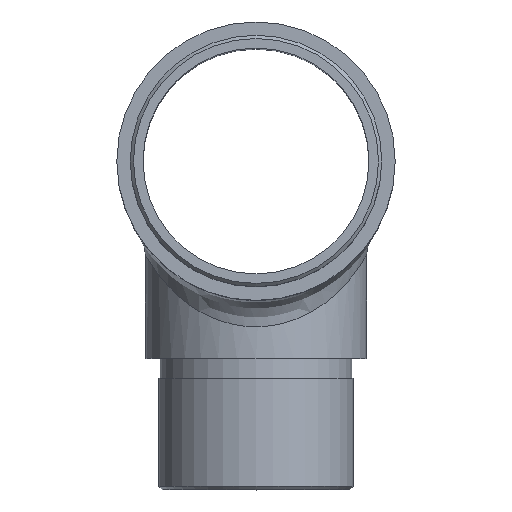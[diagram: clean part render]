
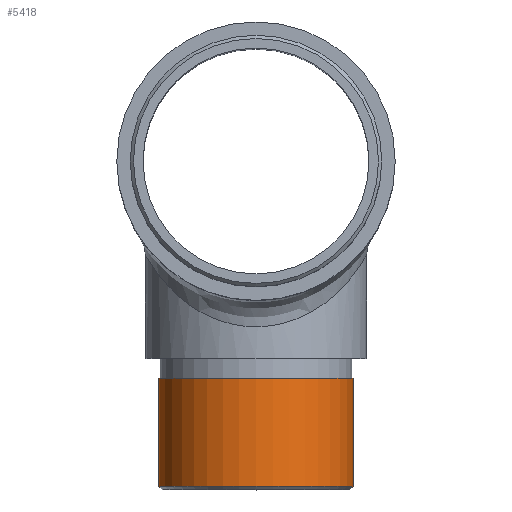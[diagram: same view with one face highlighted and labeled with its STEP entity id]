
A CAD part, top view. The second image highlights one B-rep face of the part: STEP entity #5418.
In plain terms, the highlighted cylindrical face has radius 14.8 mm (diameter 29.6 mm), a full revolution.
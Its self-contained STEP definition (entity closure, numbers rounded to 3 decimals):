
#136 = FACE_OUTER_BOUND ( 'NONE', #8186, .T. ) ;
#1185 = CIRCLE ( 'NONE', #7936, 14.8 ) ;
#1931 = CARTESIAN_POINT ( 'NONE',  ( 0., 0., 0. ) ) ;
#2665 = CARTESIAN_POINT ( 'NONE',  ( 0., 0.5, 0. ) ) ;
#2984 = DIRECTION ( 'NONE',  ( 0., 1., 0. ) ) ;
#3818 = ORIENTED_EDGE ( 'NONE', *, *, #11093, .T. ) ;
#4044 = CARTESIAN_POINT ( 'NONE',  ( 0., 0.5, -14.8 ) ) ;
#4959 = EDGE_CURVE ( 'NONE', #4980, #4980, #5740, .T. ) ;
#4980 = VERTEX_POINT ( 'NONE', #10181 ) ;
#5418 = ADVANCED_FACE ( 'NONE', ( #6521, #136 ), #11801, .T. ) ;
#5619 = DIRECTION ( 'NONE',  ( 0., 1., 0. ) ) ;
#5637 = VERTEX_POINT ( 'NONE', #4044 ) ;
#5740 = CIRCLE ( 'NONE', #12873, 14.8 ) ;
#5949 = CARTESIAN_POINT ( 'NONE',  ( 0., 17., 0. ) ) ;
#6521 = FACE_OUTER_BOUND ( 'NONE', #11063, .T. ) ;
#6968 = DIRECTION ( 'NONE',  ( 0., 0., -1. ) ) ;
#7936 = AXIS2_PLACEMENT_3D ( 'NONE', #2665, #5619, #8607 ) ;
#7993 = DIRECTION ( 'NONE',  ( 0., 0., 1. ) ) ;
#8186 = EDGE_LOOP ( 'NONE', ( #11876 ) ) ;
#8607 = DIRECTION ( 'NONE',  ( 0., 0., -1. ) ) ;
#10181 = CARTESIAN_POINT ( 'NONE',  ( 0., 17., -14.8 ) ) ;
#11063 = EDGE_LOOP ( 'NONE', ( #3818 ) ) ;
#11093 = EDGE_CURVE ( 'NONE', #5637, #5637, #1185, .T. ) ;
#11801 = CYLINDRICAL_SURFACE ( 'NONE', #13113, 14.8 ) ;
#11876 = ORIENTED_EDGE ( 'NONE', *, *, #4959, .T. ) ;
#12873 = AXIS2_PLACEMENT_3D ( 'NONE', #5949, #13091, #6968 ) ;
#13091 = DIRECTION ( 'NONE',  ( 0., -1., 0. ) ) ;
#13113 = AXIS2_PLACEMENT_3D ( 'NONE', #1931, #2984, #7993 ) ;
